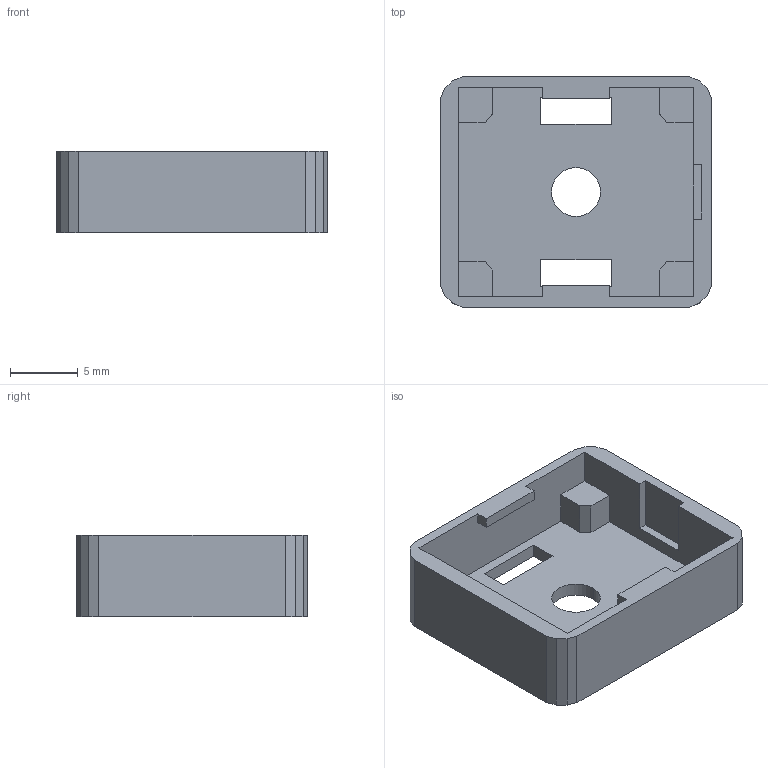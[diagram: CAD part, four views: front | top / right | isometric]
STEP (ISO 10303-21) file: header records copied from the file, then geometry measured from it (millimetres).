
FILE_DESCRIPTION(('CATIA V5R20 STEP214'),'2;1');
FILE_NAME ('D1456201_0', '2015-03-25T11:05:13+00:00', ('Weidmueller Interface'), ('Weidmueller'), 'CATIA Version 5 Release 20 SP 5 (IN-10)', 'CATIA V5 STEP AP214', 'none');
FILE_SCHEMA(('AUTOMOTIVE_DESIGN { 1 0 10303 214 1 1 1 1 }'));
Length unit declared in the file: millimetre
Products named in the file (1): CC-H 15/17
Bounding box: 20 x 17 x 6 mm (x, y, z)
Volume: 708.1 mm3; surface area: 1425.4 mm2
Topology: 1 solids, 1 shells, 61 faces, 174 edges, 116 vertices
Faces by surface type: plane 59, cylinder 2
Entity records: 1918 total; most frequent: ORIENTED_EDGE 348, CARTESIAN_POINT 339, DIRECTION 270, EDGE_CURVE 174, VECTOR 170, LINE 170, VERTEX_POINT 116, EDGE_LOOP 68
